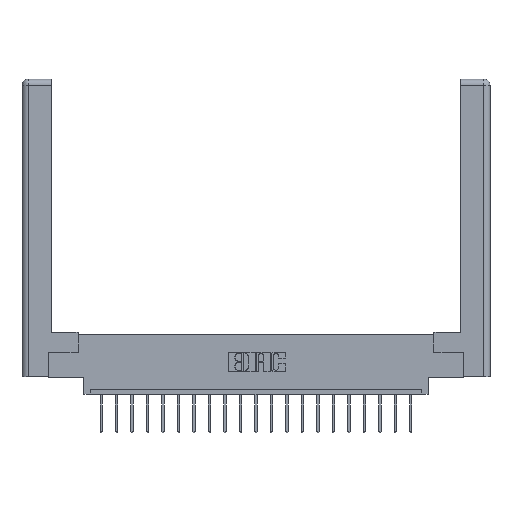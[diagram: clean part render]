
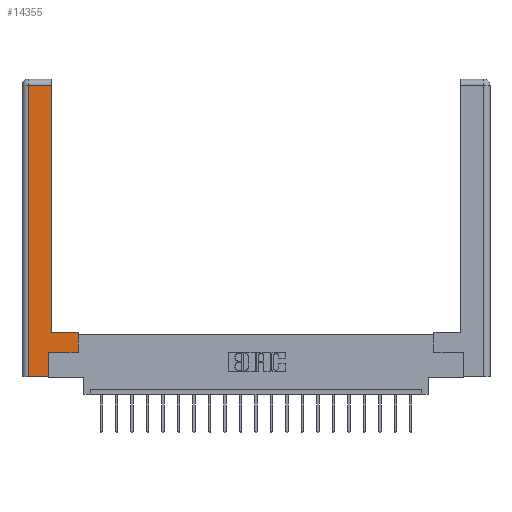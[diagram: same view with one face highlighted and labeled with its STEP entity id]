
A CAD part, top view. The second image highlights one B-rep face of the part: STEP entity #14355.
In plain terms, the highlighted planar face has unit normal (0, 0, 1).
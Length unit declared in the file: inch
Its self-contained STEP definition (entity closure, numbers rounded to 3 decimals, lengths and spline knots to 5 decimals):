
#89 = CARTESIAN_POINT ( 'NONE',  ( 0.565, 0.45, 0. ) ) ;
#193 = VERTEX_POINT ( 'NONE', #18702 ) ;
#367 = EDGE_CURVE ( 'NONE', #3663, #10948, #10448, .T. ) ;
#633 = CARTESIAN_POINT ( 'NONE',  ( 0.565, 0.245, 0. ) ) ;
#725 = EDGE_CURVE ( 'NONE', #4942, #193, #8656, .T. ) ;
#842 = CARTESIAN_POINT ( 'NONE',  ( 0.265, 0.245, 0. ) ) ;
#904 = EDGE_CURVE ( 'NONE', #11514, #6378, #15509, .T. ) ;
#1149 = CARTESIAN_POINT ( 'NONE',  ( 0.265, 0.245, 0. ) ) ;
#1620 = VECTOR ( 'NONE', #6416, 39.37008 ) ;
#2847 = CARTESIAN_POINT ( 'NONE',  ( 0.295, 0.45, 0. ) ) ;
#2940 = CARTESIAN_POINT ( 'NONE',  ( 0., 0., 0. ) ) ;
#3175 = VECTOR ( 'NONE', #10683, 39.37008 ) ;
#3231 = DIRECTION ( 'NONE',  ( 0., 1., 0. ) ) ;
#3429 = LINE ( 'NONE', #10678, #20274 ) ;
#3663 = VERTEX_POINT ( 'NONE', #10890 ) ;
#4306 = DIRECTION ( 'NONE',  ( 0., 1., 0. ) ) ;
#4395 = EDGE_CURVE ( 'NONE', #14860, #3663, #15156, .T. ) ;
#4470 = LINE ( 'NONE', #20417, #3175 ) ;
#4942 = VERTEX_POINT ( 'NONE', #20997 ) ;
#5028 = VECTOR ( 'NONE', #17887, 39.37008 ) ;
#5532 = CARTESIAN_POINT ( 'NONE',  ( 0.265, 0., 0. ) ) ;
#5634 = DIRECTION ( 'NONE',  ( 1., 0., 0. ) ) ;
#6378 = VERTEX_POINT ( 'NONE', #11323 ) ;
#6416 = DIRECTION ( 'NONE',  ( -1., 0., 0. ) ) ;
#6472 = EDGE_CURVE ( 'NONE', #193, #6619, #8948, .T. ) ;
#6619 = VERTEX_POINT ( 'NONE', #5532 ) ;
#6758 = LINE ( 'NONE', #1149, #19009 ) ;
#6766 = FACE_OUTER_BOUND ( 'NONE', #9336, .T. ) ;
#7370 = VECTOR ( 'NONE', #5634, 39.37008 ) ;
#7379 = ORIENTED_EDGE ( 'NONE', *, *, #11062, .T. ) ;
#7567 = ORIENTED_EDGE ( 'NONE', *, *, #904, .T. ) ;
#7974 = DIRECTION ( 'NONE',  ( 0., 0., -1. ) ) ;
#8656 = LINE ( 'NONE', #12570, #5028 ) ;
#8948 = LINE ( 'NONE', #8972, #19877 ) ;
#8962 = ORIENTED_EDGE ( 'NONE', *, *, #367, .T. ) ;
#8972 = CARTESIAN_POINT ( 'NONE',  ( 0.265, 0., 0. ) ) ;
#9037 = EDGE_CURVE ( 'NONE', #10948, #4942, #4470, .T. ) ;
#9336 = EDGE_LOOP ( 'NONE', ( #8962, #14982, #14846, #11318, #7379, #7567, #10862, #11547 ) ) ;
#9465 = PLANE ( 'NONE',  #19917 ) ;
#9797 = DIRECTION ( 'NONE',  ( -1., 0., 0. ) ) ;
#10448 = LINE ( 'NONE', #14673, #11463 ) ;
#10678 = CARTESIAN_POINT ( 'NONE',  ( 0.565, 0.45, 0. ) ) ;
#10683 = DIRECTION ( 'NONE',  ( -1., 0., 0. ) ) ;
#10862 = ORIENTED_EDGE ( 'NONE', *, *, #18424, .T. ) ;
#10890 = CARTESIAN_POINT ( 'NONE',  ( 0.295, 0.45, 0. ) ) ;
#10948 = VERTEX_POINT ( 'NONE', #18497 ) ;
#11062 = EDGE_CURVE ( 'NONE', #6619, #11514, #6758, .T. ) ;
#11318 = ORIENTED_EDGE ( 'NONE', *, *, #6472, .T. ) ;
#11323 = CARTESIAN_POINT ( 'NONE',  ( 0.565, 0.245, 0. ) ) ;
#11463 = VECTOR ( 'NONE', #3231, 39.37008 ) ;
#11514 = VERTEX_POINT ( 'NONE', #842 ) ;
#11547 = ORIENTED_EDGE ( 'NONE', *, *, #4395, .T. ) ;
#12570 = CARTESIAN_POINT ( 'NONE',  ( 0.0615, 0., 0. ) ) ;
#14355 = ADVANCED_FACE ( 'NONE', ( #6766 ), #9465, .F. ) ;
#14673 = CARTESIAN_POINT ( 'NONE',  ( 0.295, 3., 0. ) ) ;
#14846 = ORIENTED_EDGE ( 'NONE', *, *, #725, .T. ) ;
#14860 = VERTEX_POINT ( 'NONE', #89 ) ;
#14982 = ORIENTED_EDGE ( 'NONE', *, *, #9037, .T. ) ;
#15156 = LINE ( 'NONE', #2847, #1620 ) ;
#15509 = LINE ( 'NONE', #633, #7370 ) ;
#15581 = DIRECTION ( 'NONE',  ( 0., 1., 0. ) ) ;
#16833 = DIRECTION ( 'NONE',  ( 1., 0., 0. ) ) ;
#17887 = DIRECTION ( 'NONE',  ( 0., -1., 0. ) ) ;
#18424 = EDGE_CURVE ( 'NONE', #6378, #14860, #3429, .T. ) ;
#18497 = CARTESIAN_POINT ( 'NONE',  ( 0.295, 2.94, 0. ) ) ;
#18702 = CARTESIAN_POINT ( 'NONE',  ( 0.0615, 0., 0. ) ) ;
#19009 = VECTOR ( 'NONE', #4306, 39.37008 ) ;
#19877 = VECTOR ( 'NONE', #16833, 39.37008 ) ;
#19917 = AXIS2_PLACEMENT_3D ( 'NONE', #2940, #7974, #9797 ) ;
#20274 = VECTOR ( 'NONE', #15581, 39.37008 ) ;
#20417 = CARTESIAN_POINT ( 'NONE',  ( 0.0615, 2.94, 0. ) ) ;
#20997 = CARTESIAN_POINT ( 'NONE',  ( 0.0615, 2.94, 0. ) ) ;
